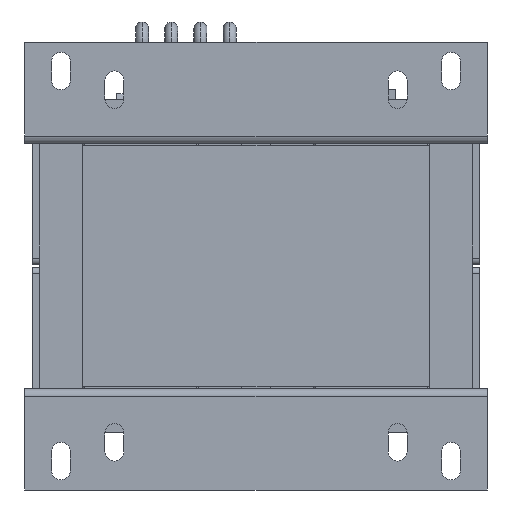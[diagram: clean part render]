
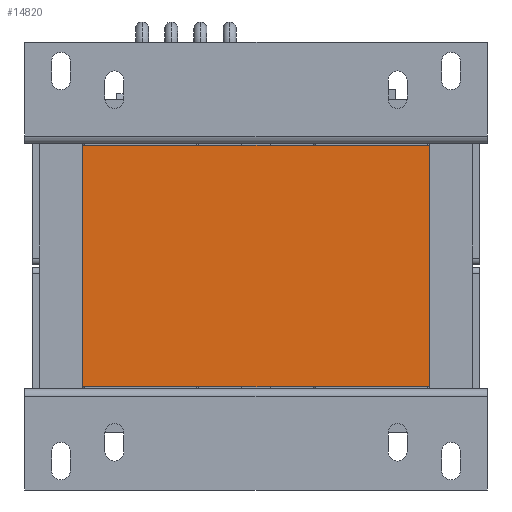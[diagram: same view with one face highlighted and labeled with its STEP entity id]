
A CAD part, front view. The second image highlights one B-rep face of the part: STEP entity #14820.
In plain terms, the highlighted planar face has unit normal (0, -1, 0).
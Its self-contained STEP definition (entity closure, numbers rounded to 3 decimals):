
#321 = VERTEX_POINT ( 'NONE', #16155 ) ;
#585 = VERTEX_POINT ( 'NONE', #7429 ) ;
#1731 = VECTOR ( 'NONE', #18996, 1000. ) ;
#1821 = CARTESIAN_POINT ( 'NONE',  ( 120., -200., 83.475 ) ) ;
#1998 = VERTEX_POINT ( 'NONE', #8133 ) ;
#2873 = ORIENTED_EDGE ( 'NONE', *, *, #12150, .F. ) ;
#3607 = EDGE_CURVE ( 'NONE', #585, #1998, #9229, .T. ) ;
#5158 = CARTESIAN_POINT ( 'NONE',  ( 120., -200., -83.475 ) ) ;
#5873 = EDGE_CURVE ( 'NONE', #1998, #321, #21633, .T. ) ;
#6012 = CARTESIAN_POINT ( 'NONE',  ( 120., -200., 83.475 ) ) ;
#6646 = CARTESIAN_POINT ( 'NONE',  ( -120., -200., 83.475 ) ) ;
#7429 = CARTESIAN_POINT ( 'NONE',  ( -120., -200., 83.475 ) ) ;
#8133 = CARTESIAN_POINT ( 'NONE',  ( -120., -200., -83.475 ) ) ;
#8309 = DIRECTION ( 'NONE',  ( 1., 0., 0. ) ) ;
#8939 = DIRECTION ( 'NONE',  ( 0., 0., 1. ) ) ;
#9112 = DIRECTION ( 'NONE',  ( 0., 0., -1. ) ) ;
#9229 = LINE ( 'NONE', #6646, #22979 ) ;
#9810 = EDGE_LOOP ( 'NONE', ( #21597, #2873, #12339, #21618 ) ) ;
#10644 = CARTESIAN_POINT ( 'NONE',  ( 120., -200., 83.475 ) ) ;
#11716 = AXIS2_PLACEMENT_3D ( 'NONE', #10644, #12660, #8939 ) ;
#12011 = FACE_OUTER_BOUND ( 'NONE', #9810, .T. ) ;
#12150 = EDGE_CURVE ( 'NONE', #15350, #321, #14903, .T. ) ;
#12215 = LINE ( 'NONE', #6012, #23255 ) ;
#12339 = ORIENTED_EDGE ( 'NONE', *, *, #24797, .F. ) ;
#12660 = DIRECTION ( 'NONE',  ( 0., 1., 0. ) ) ;
#14820 = ADVANCED_FACE ( 'NONE', ( #12011 ), #22355, .F. ) ;
#14903 = LINE ( 'NONE', #1821, #24705 ) ;
#15350 = VERTEX_POINT ( 'NONE', #20084 ) ;
#16155 = CARTESIAN_POINT ( 'NONE',  ( 120., -200., -83.475 ) ) ;
#18418 = DIRECTION ( 'NONE',  ( 0., 0., -1. ) ) ;
#18996 = DIRECTION ( 'NONE',  ( 1., 0., 0. ) ) ;
#20084 = CARTESIAN_POINT ( 'NONE',  ( 120., -200., 83.475 ) ) ;
#21597 = ORIENTED_EDGE ( 'NONE', *, *, #5873, .T. ) ;
#21618 = ORIENTED_EDGE ( 'NONE', *, *, #3607, .T. ) ;
#21633 = LINE ( 'NONE', #5158, #1731 ) ;
#22355 = PLANE ( 'NONE',  #11716 ) ;
#22979 = VECTOR ( 'NONE', #18418, 1000. ) ;
#23255 = VECTOR ( 'NONE', #8309, 1000. ) ;
#24705 = VECTOR ( 'NONE', #9112, 1000. ) ;
#24797 = EDGE_CURVE ( 'NONE', #585, #15350, #12215, .T. ) ;
